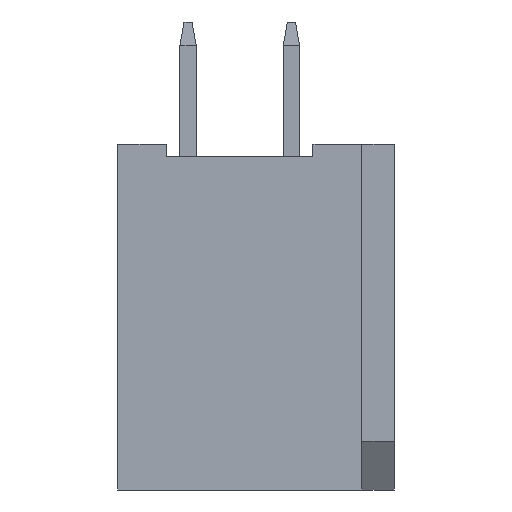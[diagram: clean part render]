
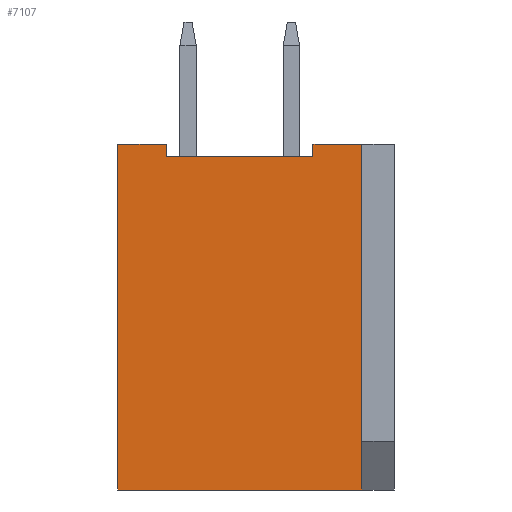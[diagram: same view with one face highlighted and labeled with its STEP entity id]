
A CAD part, left-side view. The second image highlights one B-rep face of the part: STEP entity #7107.
In plain terms, the highlighted planar face has unit normal (-1, 0, 0).
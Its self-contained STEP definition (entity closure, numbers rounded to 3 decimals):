
#49 = EDGE_CURVE ( 'NONE', #8174, #6869, #3493, .T. ) ;
#778 = CARTESIAN_POINT ( 'NONE',  ( 20.07, 19.008, 51.4 ) ) ;
#939 = CARTESIAN_POINT ( 'NONE',  ( 20.07, -3., 0. ) ) ;
#1039 = ORIENTED_EDGE ( 'NONE', *, *, #6606, .F. ) ;
#1188 = VECTOR ( 'NONE', #11041, 1000. ) ;
#1192 = VERTEX_POINT ( 'NONE', #6469 ) ;
#1529 = VECTOR ( 'NONE', #4304, 1000. ) ;
#1848 = EDGE_LOOP ( 'NONE', ( #13294, #6736, #1039, #7207, #10121, #4468, #6933, #2235 ) ) ;
#2024 = VECTOR ( 'NONE', #9918, 1000. ) ;
#2235 = ORIENTED_EDGE ( 'NONE', *, *, #4495, .F. ) ;
#2292 = CARTESIAN_POINT ( 'NONE',  ( 20.07, -1.8, 8.5 ) ) ;
#2566 = AXIS2_PLACEMENT_3D ( 'NONE', #778, #12106, #12988 ) ;
#2737 = PLANE ( 'NONE',  #2566 ) ;
#2800 = DIRECTION ( 'NONE',  ( 0., 0., -1. ) ) ;
#2947 = LINE ( 'NONE', #6802, #1188 ) ;
#3026 = CARTESIAN_POINT ( 'NONE',  ( 20.07, 3., 8.5 ) ) ;
#3093 = VERTEX_POINT ( 'NONE', #3026 ) ;
#3389 = VERTEX_POINT ( 'NONE', #11365 ) ;
#3430 = DIRECTION ( 'NONE',  ( 0., -1., 0. ) ) ;
#3493 = LINE ( 'NONE', #10579, #13286 ) ;
#3872 = DIRECTION ( 'NONE',  ( 0., -1., 0. ) ) ;
#4304 = DIRECTION ( 'NONE',  ( 0., 0., -1. ) ) ;
#4468 = ORIENTED_EDGE ( 'NONE', *, *, #10478, .F. ) ;
#4495 = EDGE_CURVE ( 'NONE', #6869, #6828, #9221, .T. ) ;
#4796 = CARTESIAN_POINT ( 'NONE',  ( 20.07, -1.07, 8.2 ) ) ;
#5286 = VECTOR ( 'NONE', #3872, 1000. ) ;
#5450 = EDGE_CURVE ( 'NONE', #9706, #6828, #2947, .T. ) ;
#6031 = FACE_OUTER_BOUND ( 'NONE', #1848, .T. ) ;
#6469 = CARTESIAN_POINT ( 'NONE',  ( 20.07, 1.8, 8.2 ) ) ;
#6606 = EDGE_CURVE ( 'NONE', #1192, #3389, #13025, .T. ) ;
#6736 = ORIENTED_EDGE ( 'NONE', *, *, #12094, .F. ) ;
#6802 = CARTESIAN_POINT ( 'NONE',  ( 20.07, 19.008, 0. ) ) ;
#6828 = VERTEX_POINT ( 'NONE', #939 ) ;
#6869 = VERTEX_POINT ( 'NONE', #12863 ) ;
#6933 = ORIENTED_EDGE ( 'NONE', *, *, #5450, .T. ) ;
#7107 = ADVANCED_FACE ( 'NONE', ( #6031 ), #2737, .F. ) ;
#7207 = ORIENTED_EDGE ( 'NONE', *, *, #10690, .F. ) ;
#7718 = CARTESIAN_POINT ( 'NONE',  ( 20.07, -1.8, 8.5 ) ) ;
#7730 = LINE ( 'NONE', #7863, #10266 ) ;
#7863 = CARTESIAN_POINT ( 'NONE',  ( 20.07, 3., 8.5 ) ) ;
#7927 = CARTESIAN_POINT ( 'NONE',  ( 20.07, 1.8, 8.5 ) ) ;
#8115 = LINE ( 'NONE', #13311, #5286 ) ;
#8174 = VERTEX_POINT ( 'NONE', #2292 ) ;
#8206 = CARTESIAN_POINT ( 'NONE',  ( 20.07, -3., 8.5 ) ) ;
#8611 = DIRECTION ( 'NONE',  ( 0., 0., 1. ) ) ;
#9221 = LINE ( 'NONE', #8206, #1529 ) ;
#9706 = VERTEX_POINT ( 'NONE', #9809 ) ;
#9809 = CARTESIAN_POINT ( 'NONE',  ( 20.07, 3., 0. ) ) ;
#9918 = DIRECTION ( 'NONE',  ( 0., -1., 0. ) ) ;
#10121 = ORIENTED_EDGE ( 'NONE', *, *, #12134, .F. ) ;
#10238 = VECTOR ( 'NONE', #11835, 1000. ) ;
#10266 = VECTOR ( 'NONE', #8611, 1000. ) ;
#10478 = EDGE_CURVE ( 'NONE', #9706, #3093, #7730, .T. ) ;
#10579 = CARTESIAN_POINT ( 'NONE',  ( 20.07, 0., 8.5 ) ) ;
#10690 = EDGE_CURVE ( 'NONE', #11819, #1192, #13062, .T. ) ;
#10959 = LINE ( 'NONE', #7718, #10238 ) ;
#11041 = DIRECTION ( 'NONE',  ( 0., -1., 0. ) ) ;
#11307 = CARTESIAN_POINT ( 'NONE',  ( 20.07, 1.8, 8.5 ) ) ;
#11365 = CARTESIAN_POINT ( 'NONE',  ( 20.07, -1.8, 8.2 ) ) ;
#11819 = VERTEX_POINT ( 'NONE', #11307 ) ;
#11835 = DIRECTION ( 'NONE',  ( 0., 0., 1. ) ) ;
#12094 = EDGE_CURVE ( 'NONE', #3389, #8174, #10959, .T. ) ;
#12106 = DIRECTION ( 'NONE',  ( 1., 0., 0. ) ) ;
#12134 = EDGE_CURVE ( 'NONE', #3093, #11819, #8115, .T. ) ;
#12220 = VECTOR ( 'NONE', #2800, 1000. ) ;
#12863 = CARTESIAN_POINT ( 'NONE',  ( 20.07, -3., 8.5 ) ) ;
#12988 = DIRECTION ( 'NONE',  ( 0., 1., 0. ) ) ;
#13025 = LINE ( 'NONE', #4796, #2024 ) ;
#13062 = LINE ( 'NONE', #7927, #12220 ) ;
#13286 = VECTOR ( 'NONE', #3430, 1000. ) ;
#13294 = ORIENTED_EDGE ( 'NONE', *, *, #49, .F. ) ;
#13311 = CARTESIAN_POINT ( 'NONE',  ( 20.07, 0., 8.5 ) ) ;
